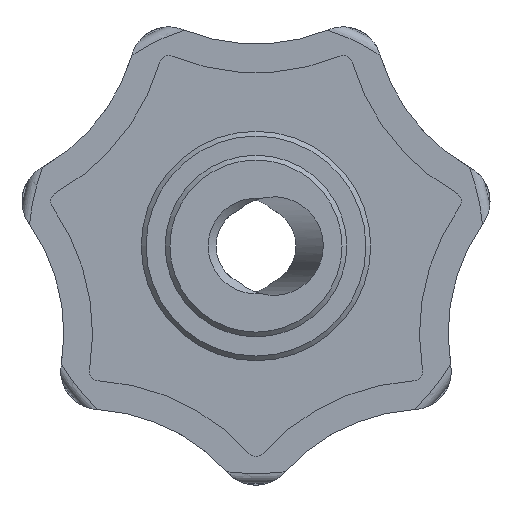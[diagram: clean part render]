
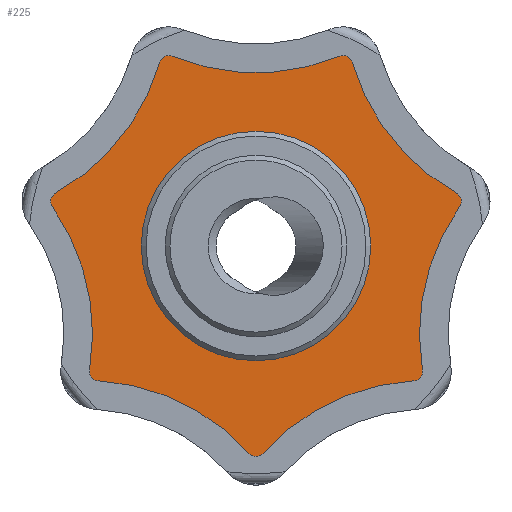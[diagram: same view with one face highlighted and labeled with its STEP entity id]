
A CAD part, front view. The second image highlights one B-rep face of the part: STEP entity #225.
In plain terms, the highlighted planar face has unit normal (0, -1, 0).
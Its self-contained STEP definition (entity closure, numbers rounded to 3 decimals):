
#225 = ADVANCED_FACE( '', ( #465, #466 ), #467, .F. );
#465 = FACE_OUTER_BOUND( '', #712, .T. );
#466 = FACE_BOUND( '', #713, .T. );
#467 = PLANE( '', #714 );
#712 = EDGE_LOOP( '', ( #1315, #1316, #1317, #1318, #1319, #1320, #1321, #1322, #1323, #1324, #1325, #1326, #1327, #1328 ) );
#713 = EDGE_LOOP( '', ( #1329 ) );
#714 = AXIS2_PLACEMENT_3D( '', #1330, #1331, #1332 );
#1315 = ORIENTED_EDGE( '', *, *, #1580, .T. );
#1316 = ORIENTED_EDGE( '', *, *, #1656, .F. );
#1317 = ORIENTED_EDGE( '', *, *, #1621, .T. );
#1318 = ORIENTED_EDGE( '', *, *, #1643, .F. );
#1319 = ORIENTED_EDGE( '', *, *, #1605, .T. );
#1320 = ORIENTED_EDGE( '', *, *, #1596, .F. );
#1321 = ORIENTED_EDGE( '', *, *, #1624, .T. );
#1322 = ORIENTED_EDGE( '', *, *, #1493, .F. );
#1323 = ORIENTED_EDGE( '', *, *, #1431, .T. );
#1324 = ORIENTED_EDGE( '', *, *, #1634, .F. );
#1325 = ORIENTED_EDGE( '', *, *, #1648, .T. );
#1326 = ORIENTED_EDGE( '', *, *, #1583, .F. );
#1327 = ORIENTED_EDGE( '', *, *, #1446, .T. );
#1328 = ORIENTED_EDGE( '', *, *, #1512, .F. );
#1329 = ORIENTED_EDGE( '', *, *, #1602, .T. );
#1330 = CARTESIAN_POINT( '', ( -28.255, 25.2, -11.122 ) );
#1331 = DIRECTION( '', ( 0., 1., 0. ) );
#1332 = DIRECTION( '', ( 0., 0., 1. ) );
#1431 = EDGE_CURVE( '', #1699, #1697, #1700, .T. );
#1446 = EDGE_CURVE( '', #1726, #1724, #1727, .T. );
#1493 = EDGE_CURVE( '', #1699, #1804, #1808, .T. );
#1512 = EDGE_CURVE( '', #1836, #1724, #1838, .T. );
#1580 = EDGE_CURVE( '', #1836, #1941, #1943, .T. );
#1583 = EDGE_CURVE( '', #1726, #1945, #1947, .T. );
#1596 = EDGE_CURVE( '', #1962, #1960, #1964, .T. );
#1602 = EDGE_CURVE( '', #1970, #1970, #1971, .T. );
#1605 = EDGE_CURVE( '', #1974, #1960, #1975, .T. );
#1621 = EDGE_CURVE( '', #1994, #1992, #1995, .T. );
#1624 = EDGE_CURVE( '', #1962, #1804, #1998, .T. );
#1634 = EDGE_CURVE( '', #2010, #1697, #2012, .T. );
#1643 = EDGE_CURVE( '', #1974, #1992, #2022, .T. );
#1648 = EDGE_CURVE( '', #2010, #1945, #2027, .T. );
#1656 = EDGE_CURVE( '', #1994, #1941, #2035, .T. );
#1697 = VERTEX_POINT( '', #2108 );
#1699 = VERTEX_POINT( '', #2111 );
#1700 = CIRCLE( '', #2112, 23. );
#1724 = VERTEX_POINT( '', #2203 );
#1726 = VERTEX_POINT( '', #2206 );
#1727 = CIRCLE( '', #2207, 23. );
#1804 = VERTEX_POINT( '', #2466 );
#1808 = CIRCLE( '', #2471, 1. );
#1836 = VERTEX_POINT( '', #2548 );
#1838 = CIRCLE( '', #2551, 1. );
#1941 = VERTEX_POINT( '', #2959 );
#1943 = CIRCLE( '', #2962, 23. );
#1945 = VERTEX_POINT( '', #2964 );
#1947 = CIRCLE( '', #2967, 1. );
#1960 = VERTEX_POINT( '', #2996 );
#1962 = VERTEX_POINT( '', #2999 );
#1964 = CIRCLE( '', #3002, 1. );
#1970 = VERTEX_POINT( '', #3023 );
#1971 = CIRCLE( '', #3024, 12. );
#1974 = VERTEX_POINT( '', #3027 );
#1975 = CIRCLE( '', #3028, 23. );
#1992 = VERTEX_POINT( '', #3084 );
#1994 = VERTEX_POINT( '', #3087 );
#1995 = CIRCLE( '', #3088, 23. );
#1998 = CIRCLE( '', #3092, 23. );
#2010 = VERTEX_POINT( '', #3125 );
#2012 = CIRCLE( '', #3128, 1. );
#2022 = CIRCLE( '', #3168, 1. );
#2027 = CIRCLE( '', #3173, 23. );
#2035 = CIRCLE( '', #3193, 1. );
#2108 = CARTESIAN_POINT( '', ( 10.072, 25.2, 19.2 ) );
#2111 = CARTESIAN_POINT( '', ( 20.96, 25.2, 5.547 ) );
#2112 = AXIS2_PLACEMENT_3D( '', #3289, #3290, #3291 );
#2203 = CARTESIAN_POINT( '', ( -20.96, 25.2, 5.547 ) );
#2206 = CARTESIAN_POINT( '', ( -10.072, 25.2, 19.2 ) );
#2207 = AXIS2_PLACEMENT_3D( '', #3304, #3305, #3306 );
#2466 = CARTESIAN_POINT( '', ( 21.291, 25.2, 4.097 ) );
#2471 = AXIS2_PLACEMENT_3D( '', #3353, #3354, #3355 );
#2548 = CARTESIAN_POINT( '', ( -21.291, 25.2, 4.097 ) );
#2551 = AXIS2_PLACEMENT_3D( '', #3377, #3378, #3379 );
#2959 = CARTESIAN_POINT( '', ( -17.405, 25.2, -12.929 ) );
#2962 = AXIS2_PLACEMENT_3D( '', #3476, #3477, #3478 );
#2964 = CARTESIAN_POINT( '', ( -8.732, 25.2, 19.845 ) );
#2967 = AXIS2_PLACEMENT_3D( '', #3480, #3481, #3482 );
#2996 = CARTESIAN_POINT( '', ( 16.478, 25.2, -14.092 ) );
#2999 = CARTESIAN_POINT( '', ( 17.405, 25.2, -12.929 ) );
#3002 = AXIS2_PLACEMENT_3D( '', #3498, #3499, #3500 );
#3023 = CARTESIAN_POINT( '', ( 12., 25.2, 0. ) );
#3024 = AXIS2_PLACEMENT_3D( '', #3504, #3505, #3506 );
#3027 = CARTESIAN_POINT( '', ( 0.743, 25.2, -21.669 ) );
#3028 = AXIS2_PLACEMENT_3D( '', #3507, #3508, #3509 );
#3084 = CARTESIAN_POINT( '', ( -0.743, 25.2, -21.669 ) );
#3087 = CARTESIAN_POINT( '', ( -16.478, 25.2, -14.092 ) );
#3088 = AXIS2_PLACEMENT_3D( '', #3520, #3521, #3522 );
#3092 = AXIS2_PLACEMENT_3D( '', #3524, #3525, #3526 );
#3125 = CARTESIAN_POINT( '', ( 8.732, 25.2, 19.845 ) );
#3128 = AXIS2_PLACEMENT_3D( '', #3534, #3535, #3536 );
#3168 = AXIS2_PLACEMENT_3D( '', #3540, #3541, #3542 );
#3173 = AXIS2_PLACEMENT_3D( '', #3546, #3547, #3548 );
#3193 = AXIS2_PLACEMENT_3D( '', #3550, #3551, #3552 );
#3289 = CARTESIAN_POINT( '', ( 32.152, 25.2, 25.64 ) );
#3290 = DIRECTION( '', ( 0., 1., 0. ) );
#3291 = DIRECTION( '', ( 1., 0., 0. ) );
#3304 = CARTESIAN_POINT( '', ( -32.152, 25.2, 25.64 ) );
#3305 = DIRECTION( '', ( 0., 1., 0. ) );
#3306 = DIRECTION( '', ( 1., 0., 0. ) );
#3353 = CARTESIAN_POINT( '', ( 20.473, 25.2, 4.673 ) );
#3354 = DIRECTION( '', ( 0., 1., 0. ) );
#3355 = DIRECTION( '', ( 1., 0., 0. ) );
#3377 = CARTESIAN_POINT( '', ( -20.473, 25.2, 4.673 ) );
#3378 = DIRECTION( '', ( 0., 1., 0. ) );
#3379 = DIRECTION( '', ( 1., 0., 0. ) );
#3476 = CARTESIAN_POINT( '', ( -40.092, 25.2, -9.151 ) );
#3477 = DIRECTION( '', ( 0., 1., 0. ) );
#3478 = DIRECTION( '', ( 1., 0., 0. ) );
#3480 = CARTESIAN_POINT( '', ( -9.112, 25.2, 18.92 ) );
#3481 = DIRECTION( '', ( 0., 1., 0. ) );
#3482 = DIRECTION( '', ( 1., 0., 0. ) );
#3498 = CARTESIAN_POINT( '', ( 16.418, 25.2, -13.093 ) );
#3499 = DIRECTION( '', ( 0., 1., 0. ) );
#3500 = DIRECTION( '', ( 1., 0., 0. ) );
#3504 = CARTESIAN_POINT( '', ( 0., 25.2, 0. ) );
#3505 = DIRECTION( '', ( 0., 1., 0. ) );
#3506 = DIRECTION( '', ( 1., 0., 0. ) );
#3507 = CARTESIAN_POINT( '', ( 17.843, 25.2, -37.051 ) );
#3508 = DIRECTION( '', ( 0., 1., 0. ) );
#3509 = DIRECTION( '', ( 1., 0., 0. ) );
#3520 = CARTESIAN_POINT( '', ( -17.843, 25.2, -37.051 ) );
#3521 = DIRECTION( '', ( 0., 1., 0. ) );
#3522 = DIRECTION( '', ( 1., 0., 0. ) );
#3524 = CARTESIAN_POINT( '', ( 40.092, 25.2, -9.151 ) );
#3525 = DIRECTION( '', ( 0., 1., 0. ) );
#3526 = DIRECTION( '', ( 1., 0., 0. ) );
#3534 = CARTESIAN_POINT( '', ( 9.112, 25.2, 18.92 ) );
#3535 = DIRECTION( '', ( 0., 1., 0. ) );
#3536 = DIRECTION( '', ( 1., 0., 0. ) );
#3540 = CARTESIAN_POINT( '', ( 0., 25.2, -21. ) );
#3541 = DIRECTION( '', ( 0., 1., 0. ) );
#3542 = DIRECTION( '', ( 1., 0., 0. ) );
#3546 = CARTESIAN_POINT( '', ( 0., 25.2, 41.123 ) );
#3547 = DIRECTION( '', ( 0., 1., 0. ) );
#3548 = DIRECTION( '', ( 1., 0., 0. ) );
#3550 = CARTESIAN_POINT( '', ( -16.418, 25.2, -13.093 ) );
#3551 = DIRECTION( '', ( 0., 1., 0. ) );
#3552 = DIRECTION( '', ( 1., 0., 0. ) );
